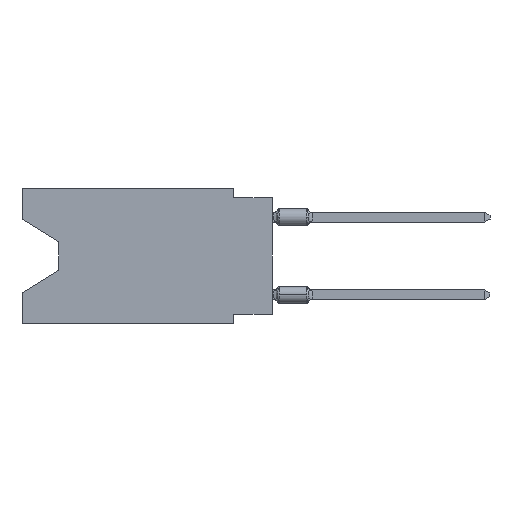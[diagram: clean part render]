
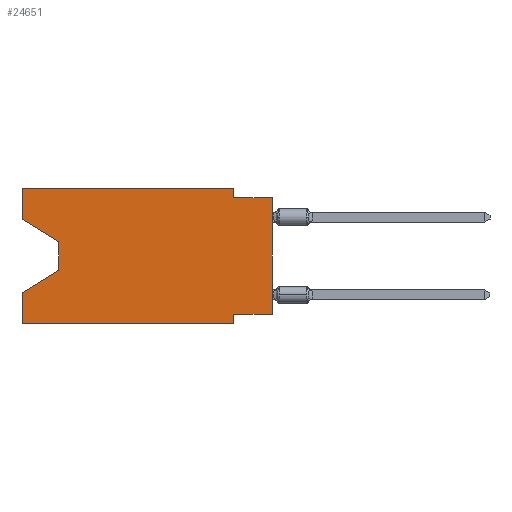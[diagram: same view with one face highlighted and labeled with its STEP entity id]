
A CAD part, left-side view. The second image highlights one B-rep face of the part: STEP entity #24651.
In plain terms, the highlighted planar face has unit normal (-1, 0, 0).
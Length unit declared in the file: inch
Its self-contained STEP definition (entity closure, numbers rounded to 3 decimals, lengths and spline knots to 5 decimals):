
#469 = LINE ( 'NONE', #48190, #42963 ) ;
#798 = EDGE_CURVE ( 'NONE', #13611, #26031, #38114, .T. ) ;
#920 = DIRECTION ( 'NONE',  ( 0., 0., 1. ) ) ;
#1794 = DIRECTION ( 'NONE',  ( 0., 0., -1. ) ) ;
#1950 = DIRECTION ( 'NONE',  ( 0., 0.855, -0.519 ) ) ;
#1984 = AXIS2_PLACEMENT_3D ( 'NONE', #41687, #41438, #1794 ) ;
#2264 = EDGE_CURVE ( 'NONE', #29124, #49906, #44454, .T. ) ;
#2436 = VERTEX_POINT ( 'NONE', #39211 ) ;
#2729 = LINE ( 'NONE', #21361, #46937 ) ;
#3070 = LINE ( 'NONE', #14301, #26102 ) ;
#4907 = VECTOR ( 'NONE', #11665, 39.37008 ) ;
#5169 = CARTESIAN_POINT ( 'NONE',  ( 0., 0.55, -0.138 ) ) ;
#5982 = DIRECTION ( 'NONE',  ( 0., 0., -1. ) ) ;
#6192 = ORIENTED_EDGE ( 'NONE', *, *, #45102, .F. ) ;
#8527 = ORIENTED_EDGE ( 'NONE', *, *, #26441, .F. ) ;
#8862 = FACE_OUTER_BOUND ( 'NONE', #20422, .T. ) ;
#9472 = DIRECTION ( 'NONE',  ( 0., 0., 1. ) ) ;
#9788 = EDGE_CURVE ( 'NONE', #44097, #43917, #3070, .T. ) ;
#11107 = VECTOR ( 'NONE', #5982, 39.37008 ) ;
#11198 = ORIENTED_EDGE ( 'NONE', *, *, #27274, .F. ) ;
#11665 = DIRECTION ( 'NONE',  ( 0., 0., -1. ) ) ;
#11755 = EDGE_CURVE ( 'NONE', #44097, #49949, #2729, .T. ) ;
#12469 = DIRECTION ( 'NONE',  ( 0., -0.855, -0.519 ) ) ;
#12906 = ORIENTED_EDGE ( 'NONE', *, *, #9788, .T. ) ;
#13611 = VERTEX_POINT ( 'NONE', #33117 ) ;
#14301 = CARTESIAN_POINT ( 'NONE',  ( 0., 0.645, -0.35 ) ) ;
#14779 = EDGE_CURVE ( 'NONE', #29124, #2436, #469, .T. ) ;
#16737 = VERTEX_POINT ( 'NONE', #32326 ) ;
#17474 = LINE ( 'NONE', #25545, #11107 ) ;
#17771 = EDGE_CURVE ( 'NONE', #24344, #49949, #49165, .T. ) ;
#18904 = CARTESIAN_POINT ( 'NONE',  ( 0., 0.1, 0. ) ) ;
#18926 = CARTESIAN_POINT ( 'NONE',  ( 0., 0.645, 0. ) ) ;
#20003 = CARTESIAN_POINT ( 'NONE',  ( 0., 0.645, -0.35 ) ) ;
#20236 = VERTEX_POINT ( 'NONE', #18904 ) ;
#20325 = ORIENTED_EDGE ( 'NONE', *, *, #29682, .F. ) ;
#20422 = EDGE_LOOP ( 'NONE', ( #28828, #46493, #40070, #29630, #12906, #6192, #20485, #27026, #8527, #20325, #11198, #22648 ) ) ;
#20485 = ORIENTED_EDGE ( 'NONE', *, *, #24770, .F. ) ;
#21361 = CARTESIAN_POINT ( 'NONE',  ( 0., 0.645, 0. ) ) ;
#21525 = CARTESIAN_POINT ( 'NONE',  ( 0., 0.1, -0.025 ) ) ;
#22158 = VECTOR ( 'NONE', #40359, 39.37008 ) ;
#22648 = ORIENTED_EDGE ( 'NONE', *, *, #2264, .F. ) ;
#23362 = CARTESIAN_POINT ( 'NONE',  ( 0., 0.645, 0. ) ) ;
#24344 = VERTEX_POINT ( 'NONE', #34660 ) ;
#24420 = VECTOR ( 'NONE', #1950, 39.37008 ) ;
#24651 = ADVANCED_FACE ( 'NONE', ( #8862 ), #36729, .F. ) ;
#24770 = EDGE_CURVE ( 'NONE', #13611, #16737, #42437, .T. ) ;
#25545 = CARTESIAN_POINT ( 'NONE',  ( 0., 0.1, -0.35 ) ) ;
#26031 = VERTEX_POINT ( 'NONE', #39395 ) ;
#26102 = VECTOR ( 'NONE', #42440, 39.37008 ) ;
#26441 = EDGE_CURVE ( 'NONE', #36745, #26031, #27179, .T. ) ;
#26488 = LINE ( 'NONE', #18926, #32825 ) ;
#27026 = ORIENTED_EDGE ( 'NONE', *, *, #798, .T. ) ;
#27179 = LINE ( 'NONE', #46501, #28615 ) ;
#27274 = EDGE_CURVE ( 'NONE', #49906, #20236, #26488, .T. ) ;
#27778 = CARTESIAN_POINT ( 'NONE',  ( 0., 0.1, -0.35 ) ) ;
#28615 = VECTOR ( 'NONE', #42336, 39.37008 ) ;
#28828 = ORIENTED_EDGE ( 'NONE', *, *, #14779, .T. ) ;
#29124 = VERTEX_POINT ( 'NONE', #29293 ) ;
#29293 = CARTESIAN_POINT ( 'NONE',  ( 0., 0.645, -0.08025 ) ) ;
#29630 = ORIENTED_EDGE ( 'NONE', *, *, #11755, .F. ) ;
#29682 = EDGE_CURVE ( 'NONE', #20236, #36745, #42442, .T. ) ;
#29903 = VECTOR ( 'NONE', #9472, 39.37008 ) ;
#32326 = CARTESIAN_POINT ( 'NONE',  ( 0., 0.1, -0.325 ) ) ;
#32825 = VECTOR ( 'NONE', #42413, 39.37008 ) ;
#33117 = CARTESIAN_POINT ( 'NONE',  ( 0., 0., -0.325 ) ) ;
#33331 = DIRECTION ( 'NONE',  ( 0., 0., 1. ) ) ;
#34181 = CARTESIAN_POINT ( 'NONE',  ( 0., 0., 0. ) ) ;
#34608 = DIRECTION ( 'NONE',  ( 0., 1., 0. ) ) ;
#34660 = CARTESIAN_POINT ( 'NONE',  ( 0., 0.55, -0.212 ) ) ;
#35221 = VECTOR ( 'NONE', #34608, 39.37008 ) ;
#36442 = LINE ( 'NONE', #5169, #22158 ) ;
#36729 = PLANE ( 'NONE',  #1984 ) ;
#36745 = VERTEX_POINT ( 'NONE', #21525 ) ;
#37964 = VECTOR ( 'NONE', #920, 39.37008 ) ;
#38114 = LINE ( 'NONE', #34181, #29903 ) ;
#38270 = CARTESIAN_POINT ( 'NONE',  ( 0., 0., -0.325 ) ) ;
#39211 = CARTESIAN_POINT ( 'NONE',  ( 0., 0.55, -0.138 ) ) ;
#39395 = CARTESIAN_POINT ( 'NONE',  ( 0., 0., -0.025 ) ) ;
#40070 = ORIENTED_EDGE ( 'NONE', *, *, #17771, .T. ) ;
#40359 = DIRECTION ( 'NONE',  ( 0., 0., -1. ) ) ;
#41438 = DIRECTION ( 'NONE',  ( 1., 0., 0. ) ) ;
#41687 = CARTESIAN_POINT ( 'NONE',  ( 0., 0.645, 0. ) ) ;
#42336 = DIRECTION ( 'NONE',  ( 0., -1., 0. ) ) ;
#42371 = EDGE_CURVE ( 'NONE', #2436, #24344, #36442, .T. ) ;
#42413 = DIRECTION ( 'NONE',  ( 0., -1., 0. ) ) ;
#42437 = LINE ( 'NONE', #38270, #35221 ) ;
#42440 = DIRECTION ( 'NONE',  ( 0., -1., 0. ) ) ;
#42442 = LINE ( 'NONE', #43209, #4907 ) ;
#42963 = VECTOR ( 'NONE', #12469, 39.37008 ) ;
#43209 = CARTESIAN_POINT ( 'NONE',  ( 0., 0.1, 0. ) ) ;
#43917 = VERTEX_POINT ( 'NONE', #27778 ) ;
#44097 = VERTEX_POINT ( 'NONE', #20003 ) ;
#44454 = LINE ( 'NONE', #48385, #37964 ) ;
#44720 = CARTESIAN_POINT ( 'NONE',  ( 0., 0.645, -0.26975 ) ) ;
#45102 = EDGE_CURVE ( 'NONE', #16737, #43917, #17474, .T. ) ;
#45748 = CARTESIAN_POINT ( 'NONE',  ( 0., 0.55, -0.212 ) ) ;
#46493 = ORIENTED_EDGE ( 'NONE', *, *, #42371, .T. ) ;
#46501 = CARTESIAN_POINT ( 'NONE',  ( 0., 0., -0.025 ) ) ;
#46937 = VECTOR ( 'NONE', #33331, 39.37008 ) ;
#48190 = CARTESIAN_POINT ( 'NONE',  ( 0., 0.645, -0.08025 ) ) ;
#48385 = CARTESIAN_POINT ( 'NONE',  ( 0., 0.645, 0. ) ) ;
#49165 = LINE ( 'NONE', #45748, #24420 ) ;
#49906 = VERTEX_POINT ( 'NONE', #23362 ) ;
#49949 = VERTEX_POINT ( 'NONE', #44720 ) ;
